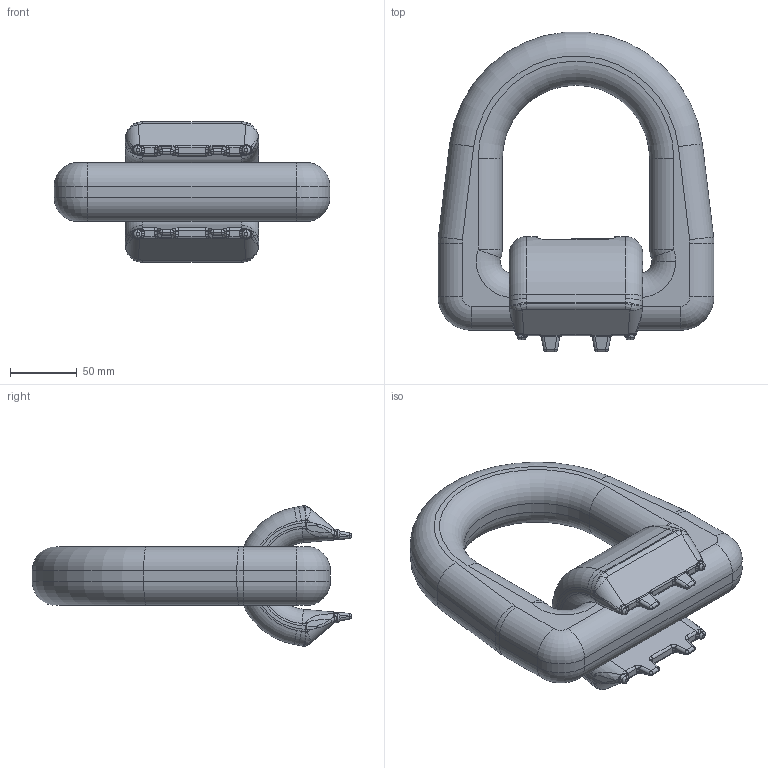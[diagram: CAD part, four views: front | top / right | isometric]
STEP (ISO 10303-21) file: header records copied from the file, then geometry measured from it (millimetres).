
FILE_DESCRIPTION (( 'STEP AP203' ), '1' );
FILE_NAME ('20240717_APAS_20t.STEP', '2024-07-17T09:44:08', ( '' ), ( '' ), 'SwSTEP 2.0', 'SolidWorks 2024', '' );
FILE_SCHEMA (( 'CONFIG_CONTROL_DESIGN' ));
Length unit declared in the file: millimetre
Products named in the file (3): APAS20_Stepversion; APAS20Bock_APAS20Bock_ohneBrahm; 20240717_APAS_20t
Assembly tree (2 placements, depth 2):
  20240717_APAS_20t
    APAS20_Stepversion
    APAS20Bock_APAS20Bock_ohneBrahm
Bounding box: 206 x 238.65 x 104.8 mm (x, y, z)
Volume: 1349651.9 mm3; surface area: 126592.9 mm2
Topology: 2 solids, 2 shells, 433 faces, 1030 edges, 570 vertices
Faces by surface type: bspline 158, cylinder 129, plane 68, torus 46, cone 16, sphere 16
Entity records: 18253 total; most frequent: CARTESIAN_POINT 9392, ORIENTED_EDGE 1996, DIRECTION 1608, EDGE_CURVE 998, AXIS2_PLACEMENT_3D 666, VERTEX_POINT 570, EDGE_LOOP 436, ADVANCED_FACE 433
